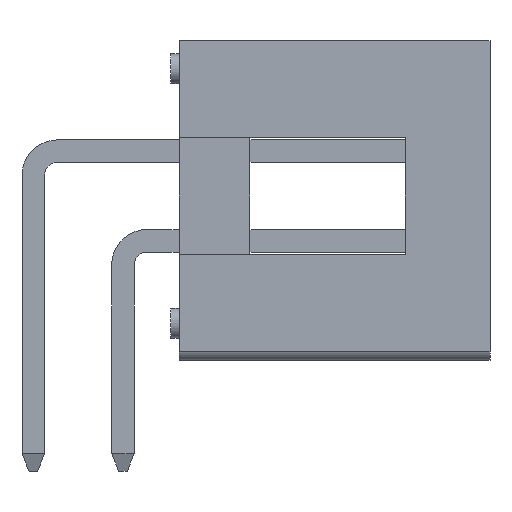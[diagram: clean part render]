
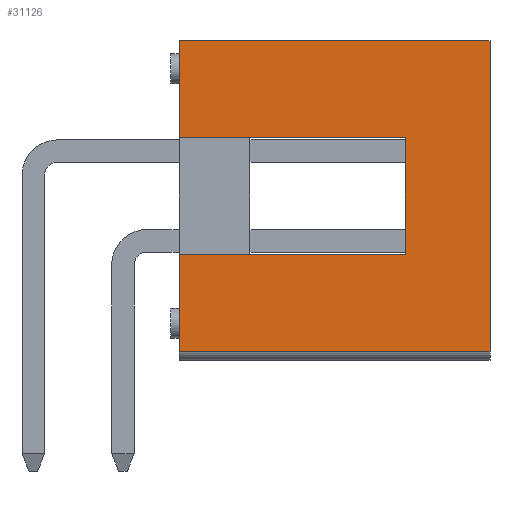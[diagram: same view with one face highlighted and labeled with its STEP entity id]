
A CAD part, front view. The second image highlights one B-rep face of the part: STEP entity #31126.
In plain terms, the highlighted face is planar.
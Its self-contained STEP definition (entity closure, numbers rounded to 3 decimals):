
#647=LINE('',#41125,#3538);
#662=LINE('',#41152,#3553);
#664=LINE('',#41156,#3555);
#668=LINE('',#41169,#3559);
#670=LINE('',#41173,#3561);
#671=LINE('',#41175,#3562);
#672=LINE('',#41176,#3563);
#673=LINE('',#41178,#3564);
#3538=VECTOR('',#34902,1000.);
#3553=VECTOR('',#34925,1000.);
#3555=VECTOR('',#34929,1000.);
#3559=VECTOR('',#34941,1000.);
#3561=VECTOR('',#34945,1000.);
#3562=VECTOR('',#34946,1000.);
#3563=VECTOR('',#34947,1000.);
#3564=VECTOR('',#34948,1000.);
#6797=ORIENTED_EDGE('',*,*,#12793,.T.);
#6798=ORIENTED_EDGE('',*,*,#12768,.F.);
#6799=ORIENTED_EDGE('',*,*,#12785,.T.);
#6800=ORIENTED_EDGE('',*,*,#12783,.T.);
#6801=ORIENTED_EDGE('',*,*,#12794,.T.);
#6802=ORIENTED_EDGE('',*,*,#12791,.F.);
#6803=ORIENTED_EDGE('',*,*,#12795,.F.);
#6804=ORIENTED_EDGE('',*,*,#12796,.T.);
#12768=EDGE_CURVE('',#15674,#15672,#647,.T.);
#12783=EDGE_CURVE('',#15683,#15682,#662,.T.);
#12785=EDGE_CURVE('',#15674,#15683,#664,.T.);
#12791=EDGE_CURVE('',#15688,#15689,#668,.T.);
#12793=EDGE_CURVE('',#15690,#15672,#670,.T.);
#12794=EDGE_CURVE('',#15682,#15689,#671,.T.);
#12795=EDGE_CURVE('',#15691,#15688,#672,.T.);
#12796=EDGE_CURVE('',#15691,#15690,#673,.T.);
#15672=VERTEX_POINT('',#41120);
#15674=VERTEX_POINT('',#41124);
#15682=VERTEX_POINT('',#41151);
#15683=VERTEX_POINT('',#41153);
#15688=VERTEX_POINT('',#41168);
#15689=VERTEX_POINT('',#41170);
#15690=VERTEX_POINT('',#41174);
#15691=VERTEX_POINT('',#41177);
#17565=EDGE_LOOP('',(#6797,#6798,#6799,#6800,#6801,#6802,#6803,#6804));
#19022=FACE_BOUND('',#17565,.T.);
#20466=PLANE('',#32492);
#31126=ADVANCED_FACE('',(#19022),#20466,.T.);
#32492=AXIS2_PLACEMENT_3D('',#41172,#34943,#34944);
#34902=DIRECTION('',(0.,0.,-1.));
#34925=DIRECTION('',(0.,0.,-1.));
#34929=DIRECTION('',(0.,1.,0.));
#34941=DIRECTION('',(0.,0.,-1.));
#34943=DIRECTION('',(1.,0.,0.));
#34944=DIRECTION('',(0.,0.,-1.));
#34945=DIRECTION('',(0.,1.,0.));
#34946=DIRECTION('',(0.,1.,0.));
#34947=DIRECTION('',(0.,1.,0.));
#34948=DIRECTION('',(0.,0.,-1.));
#41120=CARTESIAN_POINT('',(35.58,-1.65,-4.4));
#41124=CARTESIAN_POINT('',(35.58,-1.65,2.));
#41125=CARTESIAN_POINT('',(35.58,-1.65,2.));
#41151=CARTESIAN_POINT('',(35.58,1.65,-4.4));
#41152=CARTESIAN_POINT('',(35.58,1.65,2.));
#41153=CARTESIAN_POINT('',(35.58,1.65,2.));
#41156=CARTESIAN_POINT('',(35.58,-1.65,2.));
#41168=CARTESIAN_POINT('',(35.58,4.4,4.4));
#41169=CARTESIAN_POINT('',(35.58,4.4,4.4));
#41170=CARTESIAN_POINT('',(35.58,4.4,-4.4));
#41172=CARTESIAN_POINT('',(35.58,-4.4,4.4));
#41173=CARTESIAN_POINT('',(35.58,-4.4,-4.4));
#41174=CARTESIAN_POINT('',(35.58,-4.4,-4.4));
#41175=CARTESIAN_POINT('',(35.58,-4.4,-4.4));
#41176=CARTESIAN_POINT('',(35.58,-4.4,4.4));
#41177=CARTESIAN_POINT('',(35.58,-4.4,4.4));
#41178=CARTESIAN_POINT('',(35.58,-4.4,4.4));
